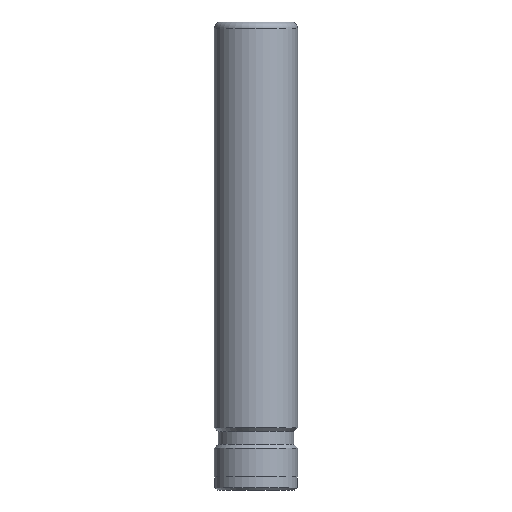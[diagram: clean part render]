
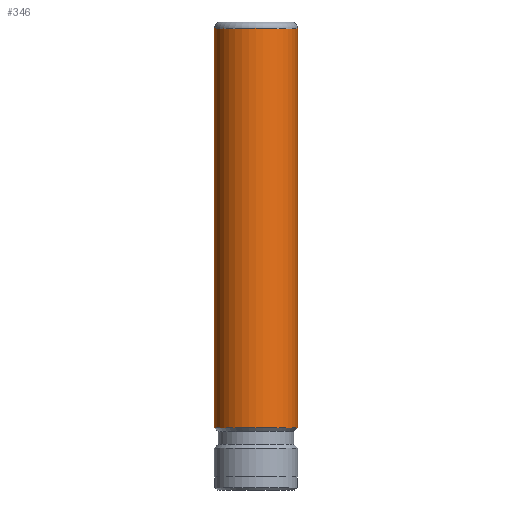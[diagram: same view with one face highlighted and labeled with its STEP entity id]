
A CAD part, front view. The second image highlights one B-rep face of the part: STEP entity #346.
In plain terms, the highlighted cylindrical face has radius 16 mm (diameter 32 mm), a partial arc.
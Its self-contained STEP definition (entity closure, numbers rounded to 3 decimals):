
#93 = DIRECTION ( 'NONE',  ( 0., 0., -1. ) ) ;
#96 = EDGE_LOOP ( 'NONE', ( #440, #595, #210, #445 ) ) ;
#118 = CIRCLE ( 'NONE', #495, 16. ) ;
#190 = EDGE_CURVE ( 'NONE', #264, #285, #118, .T. ) ;
#204 = EDGE_CURVE ( 'NONE', #362, #285, #435, .T. ) ;
#208 = DIRECTION ( 'NONE',  ( 0., 0., -1. ) ) ;
#210 = ORIENTED_EDGE ( 'NONE', *, *, #204, .T. ) ;
#239 = DIRECTION ( 'NONE',  ( 1., 0., 0. ) ) ;
#261 = AXIS2_PLACEMENT_3D ( 'NONE', #633, #208, #631 ) ;
#264 = VERTEX_POINT ( 'NONE', #454 ) ;
#265 = VECTOR ( 'NONE', #288, 1000. ) ;
#285 = VERTEX_POINT ( 'NONE', #387 ) ;
#288 = DIRECTION ( 'NONE',  ( 0., 0., -1. ) ) ;
#344 = CARTESIAN_POINT ( 'NONE',  ( 16., 0., 180. ) ) ;
#346 = ADVANCED_FACE ( 'NONE', ( #652 ), #468, .T. ) ;
#349 = CARTESIAN_POINT ( 'NONE',  ( 0., 0., 177.5 ) ) ;
#352 = LINE ( 'NONE', #344, #265 ) ;
#362 = VERTEX_POINT ( 'NONE', #651 ) ;
#387 = CARTESIAN_POINT ( 'NONE',  ( -16., 0., 24. ) ) ;
#406 = CIRCLE ( 'NONE', #620, 16. ) ;
#412 = DIRECTION ( 'NONE',  ( 0., 0., -1. ) ) ;
#415 = CARTESIAN_POINT ( 'NONE',  ( 16., 0., 177.5 ) ) ;
#435 = LINE ( 'NONE', #688, #461 ) ;
#440 = ORIENTED_EDGE ( 'NONE', *, *, #558, .F. ) ;
#442 = CARTESIAN_POINT ( 'NONE',  ( 0., 0., 24. ) ) ;
#445 = ORIENTED_EDGE ( 'NONE', *, *, #190, .F. ) ;
#446 = DIRECTION ( 'NONE',  ( 0., 0., -1. ) ) ;
#454 = CARTESIAN_POINT ( 'NONE',  ( 16., 0., 24. ) ) ;
#459 = EDGE_CURVE ( 'NONE', #578, #362, #406, .T. ) ;
#461 = VECTOR ( 'NONE', #446, 1000. ) ;
#468 = CYLINDRICAL_SURFACE ( 'NONE', #261, 16. ) ;
#495 = AXIS2_PLACEMENT_3D ( 'NONE', #442, #93, #505 ) ;
#505 = DIRECTION ( 'NONE',  ( -1., 0., 0. ) ) ;
#558 = EDGE_CURVE ( 'NONE', #578, #264, #352, .T. ) ;
#578 = VERTEX_POINT ( 'NONE', #415 ) ;
#595 = ORIENTED_EDGE ( 'NONE', *, *, #459, .T. ) ;
#620 = AXIS2_PLACEMENT_3D ( 'NONE', #349, #412, #239 ) ;
#631 = DIRECTION ( 'NONE',  ( -1., 0., 0. ) ) ;
#633 = CARTESIAN_POINT ( 'NONE',  ( 0., 0., 180. ) ) ;
#651 = CARTESIAN_POINT ( 'NONE',  ( -16., 0., 177.5 ) ) ;
#652 = FACE_OUTER_BOUND ( 'NONE', #96, .T. ) ;
#688 = CARTESIAN_POINT ( 'NONE',  ( -16., 0., 180. ) ) ;
